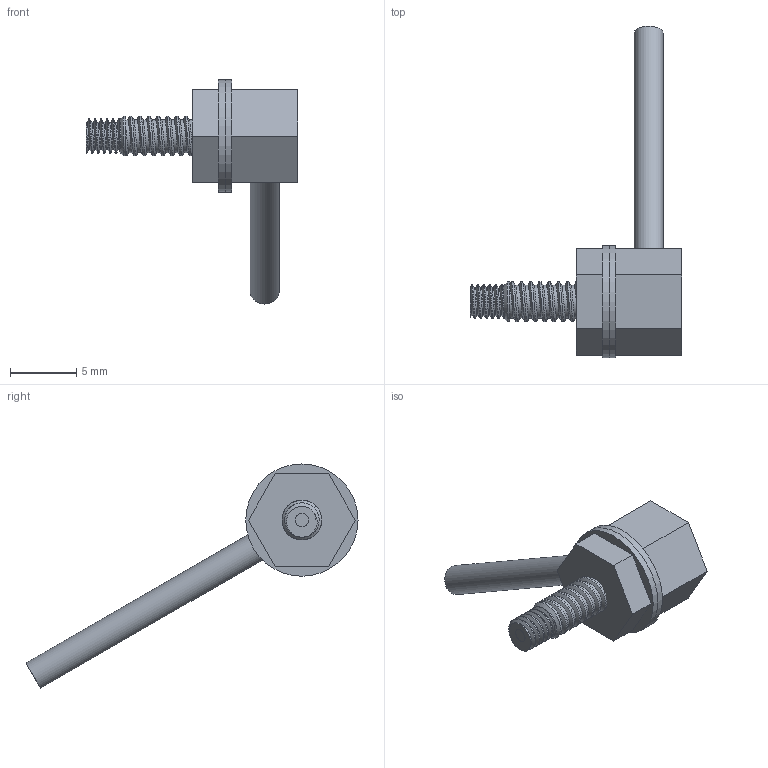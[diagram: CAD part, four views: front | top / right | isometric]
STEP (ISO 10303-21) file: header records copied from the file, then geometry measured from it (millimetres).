
FILE_DESCRIPTION(/* description */ (''),/* implementation_level */ '2;1');
FILE_NAME(/* name */ 'EX-T31N.stp',/* time_stamp */ '2023-04-10T10:30:31+08:00',/* author */ (''),/* organization */ (''),/* preprocessor_version */ 'ST-DEVELOPER v16.7',/* originating_system */ 'SIEMENS PLM Software NX 12.0',/* authorisation */ '');
FILE_SCHEMA (('AUTOMOTIVE_DESIGN { 1 0 10303 214 3 1 1 1 }'));
Length unit declared in the file: millimetre
Products named in the file (1): EX-T31N
Bounding box: 16 x 25.14 x 16.97 mm (x, y, z)
Volume: 515.7 mm3; surface area: 912 mm2
Topology: 8 solids, 8 shells, 45 faces, 83 edges, 55 vertices
Faces by surface type: plane 31, cylinder 9, bspline 4, cone 1
Full cylindrical faces by diameter (mm): 1 x1, 2.2 x1, 3 x1, 8.5 x2
Entity records: 5954 total; most frequent: CARTESIAN_POINT 5045, DIRECTION 160, ORIENTED_EDGE 154, EDGE_CURVE 77, AXIS2_PLACEMENT_3D 59, VERTEX_POINT 55, EDGE_LOOP 52, ADVANCED_FACE 45
